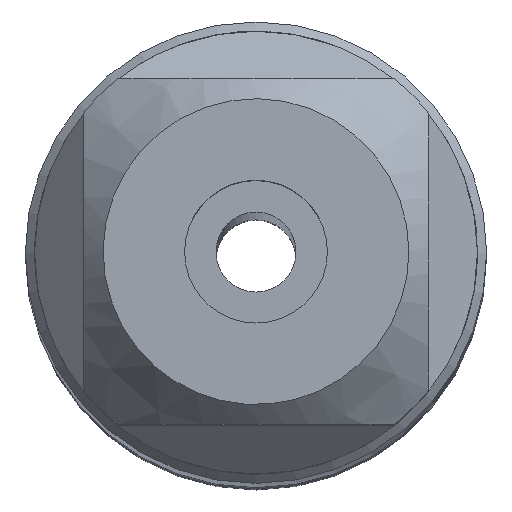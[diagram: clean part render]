
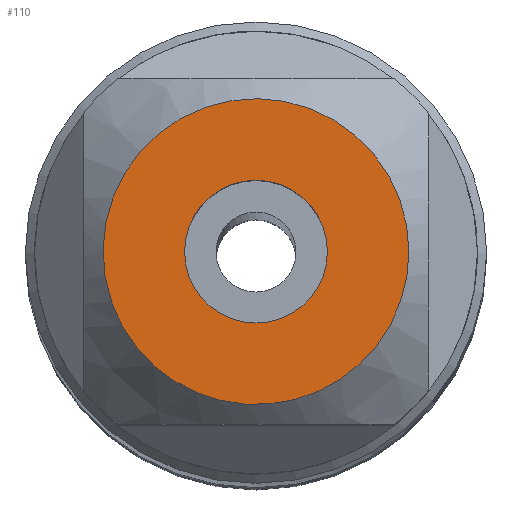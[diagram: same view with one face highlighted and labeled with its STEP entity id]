
A CAD part, top view. The second image highlights one B-rep face of the part: STEP entity #110.
In plain terms, the highlighted planar face has unit normal (0, 0, 1).
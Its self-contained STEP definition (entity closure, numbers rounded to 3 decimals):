
#89=PLANE('',#521);
#110=ADVANCED_FACE('',(#158,#159),#89,.F.);
#158=FACE_BOUND('',#206,.T.);
#159=FACE_BOUND('',#207,.T.);
#206=EDGE_LOOP('',(#262));
#207=EDGE_LOOP('',(#263));
#262=ORIENTED_EDGE('',*,*,#389,.F.);
#263=ORIENTED_EDGE('',*,*,#390,.T.);
#350=VERTEX_POINT('',#774);
#351=VERTEX_POINT('',#776);
#389=EDGE_CURVE('',#350,#350,#436,.T.);
#390=EDGE_CURVE('',#351,#351,#437,.T.);
#436=CIRCLE('',#519,1.25);
#437=CIRCLE('',#520,2.677);
#519=AXIS2_PLACEMENT_3D('',#773,#608,#609);
#520=AXIS2_PLACEMENT_3D('',#775,#610,#611);
#521=AXIS2_PLACEMENT_3D('',#777,#612,#613);
#608=DIRECTION('',(0.,0.,1.));
#609=DIRECTION('',(1.,0.,0.));
#610=DIRECTION('',(0.,0.,1.));
#611=DIRECTION('',(1.,0.,0.));
#612=DIRECTION('',(0.,0.,-1.));
#613=DIRECTION('',(-1.,0.,0.));
#773=CARTESIAN_POINT('',(0.,0.,0.));
#774=CARTESIAN_POINT('',(1.25,0.,0.));
#775=CARTESIAN_POINT('',(0.,0.,0.));
#776=CARTESIAN_POINT('',(2.677,0.,0.));
#777=CARTESIAN_POINT('',(4.339,0.,0.));
